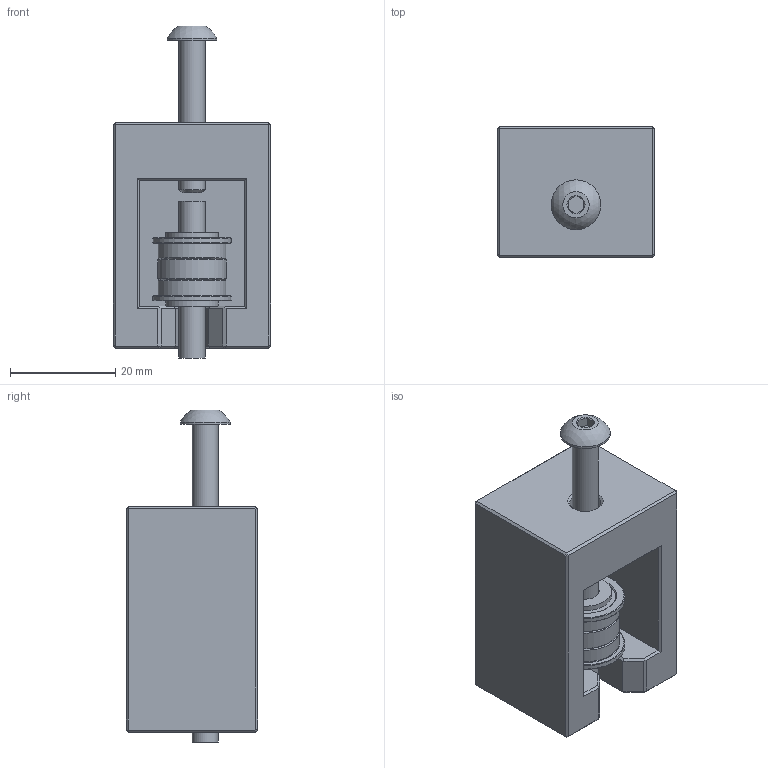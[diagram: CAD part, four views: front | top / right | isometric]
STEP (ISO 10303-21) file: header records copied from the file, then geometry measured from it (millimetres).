
FILE_DESCRIPTION(/* description */ (''),/* implementation_level */ '2;1');
FILE_NAME(/* name */ 'Pin removal tool v2.step',/* time_stamp */ '2022-12-27T09:41:21-06:00',/* author */ (''),/* organization */ (''),/* preprocessor_version */ 'ST-DEVELOPER v19.2',/* originating_system */ 'Autodesk Translation Framework v11.17.0.187',/* authorisation */ '');
FILE_SCHEMA (('AUTOMOTIVE_DESIGN { 1 0 10303 214 3 1 1 }'));
Length unit declared in the file: millimetre
Products named in the file (6): Pin removal tool; 695 stack; M5xneed BHCS (40); M5 Hex Nut (13); 3mmx18mm pin (2) (1):1 (1); Pin removal tool_1
Assembly tree (5 placements, depth 2):
  Pin removal tool
    695 stack
    M5xneed BHCS (40)
    M5 Hex Nut (13)
    3mmx18mm pin (2) (1):1 (1)
    Pin removal tool_1
Bounding box: 30 x 25 x 63.23 mm (x, y, z)
Volume: 24254 mm3; surface area: 11541.1 mm2
Topology: 17 solids, 20 shells, 225 faces, 508 edges, 317 vertices
Faces by surface type: plane 108, cone 46, cylinder 34, torus 24, sphere 13
Full cylindrical faces by diameter (mm): 5 x6, 5.3 x2, 6 x1, 6.5 x4, 8.209 x4, 9.5 x1, 9.791 x4, 10 x2, 11.5 x4, 13 x3, 15 x2
Entity records: 6764 total; most frequent: DIRECTION 1227, CARTESIAN_POINT 1182, ORIENTED_EDGE 1040, EDGE_CURVE 520, AXIS2_PLACEMENT_3D 500, VERTEX_POINT 365, EDGE_LOOP 267, CIRCLE 263
